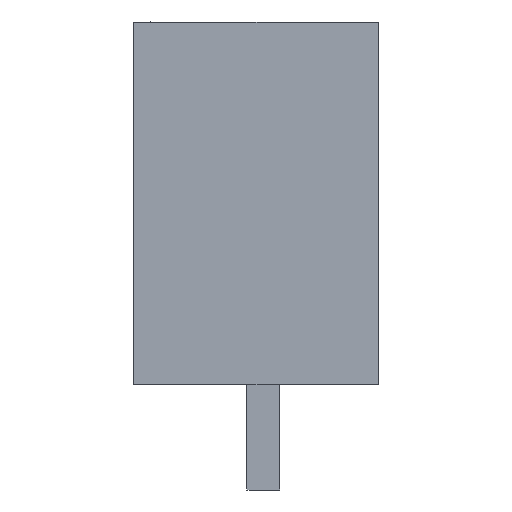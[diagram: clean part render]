
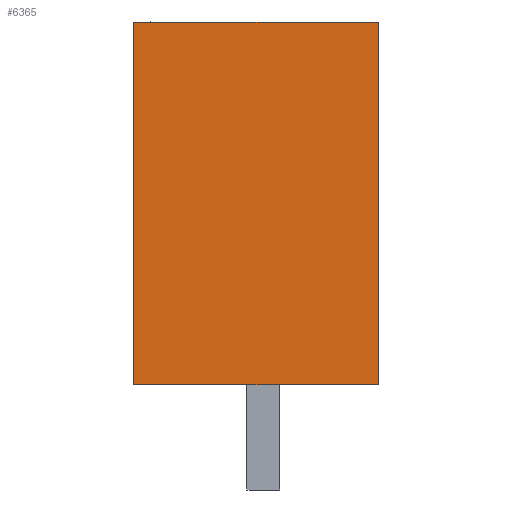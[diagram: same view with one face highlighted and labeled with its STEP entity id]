
A CAD part, left-side view. The second image highlights one B-rep face of the part: STEP entity #6365.
In plain terms, the highlighted planar face has unit normal (-1, 0, 0).
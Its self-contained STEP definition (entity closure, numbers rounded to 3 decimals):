
#6345=AXIS2_PLACEMENT_3D('Plane Axis2P3D',#6342,#6343,#6344) ;
#275=CARTESIAN_POINT('Vertex',(0.,7.45,3.2)) ;
#278=CARTESIAN_POINT('Line Origine',(0.,7.45,8.725)) ;
#282=CARTESIAN_POINT('Vertex',(0.,7.45,14.25)) ;
#6326=CARTESIAN_POINT('Vertex',(0.,0.,3.2)) ;
#6329=CARTESIAN_POINT('Line Origine',(0.,3.725,3.2)) ;
#6342=CARTESIAN_POINT('Axis2P3D Location',(0.,7.45,1.8)) ;
#6347=CARTESIAN_POINT('Line Origine',(0.,0.,8.725)) ;
#6351=CARTESIAN_POINT('Vertex',(0.,0.,14.25)) ;
#6354=CARTESIAN_POINT('Line Origine',(0.,3.725,14.25)) ;
#279=DIRECTION('Vector Direction',(0.,0.,-1.)) ;
#6330=DIRECTION('Vector Direction',(0.,-1.,0.)) ;
#6343=DIRECTION('Axis2P3D Direction',(1.,0.,-0.)) ;
#6344=DIRECTION('Axis2P3D XDirection',(0.,0.,1.)) ;
#6348=DIRECTION('Vector Direction',(0.,0.,1.)) ;
#6355=DIRECTION('Vector Direction',(0.,1.,0.)) ;
#280=VECTOR('Line Direction',#279,1.) ;
#6331=VECTOR('Line Direction',#6330,1.) ;
#6349=VECTOR('Line Direction',#6348,1.) ;
#6356=VECTOR('Line Direction',#6355,1.) ;
#6360=ORIENTED_EDGE('',*,*,#6333,.F.) ;
#6361=ORIENTED_EDGE('',*,*,#6353,.F.) ;
#6362=ORIENTED_EDGE('',*,*,#6358,.F.) ;
#6363=ORIENTED_EDGE('',*,*,#284,.F.) ;
#6365=ADVANCED_FACE('HOUSING',(#6364),#6346,.F.) ;
#284=EDGE_CURVE('',#276,#283,#281,.F.) ;
#6333=EDGE_CURVE('',#6327,#276,#6332,.F.) ;
#6353=EDGE_CURVE('',#6352,#6327,#6350,.F.) ;
#6358=EDGE_CURVE('',#283,#6352,#6357,.F.) ;
#6359=EDGE_LOOP('',(#6360,#6361,#6362,#6363)) ;
#6364=FACE_OUTER_BOUND('',#6359,.T.) ;
#281=LINE('Line',#278,#280) ;
#6332=LINE('Line',#6329,#6331) ;
#6350=LINE('Line',#6347,#6349) ;
#6357=LINE('Line',#6354,#6356) ;
#6346=PLANE('',#6345) ;
#276=VERTEX_POINT('',#275) ;
#283=VERTEX_POINT('',#282) ;
#6327=VERTEX_POINT('',#6326) ;
#6352=VERTEX_POINT('',#6351) ;
